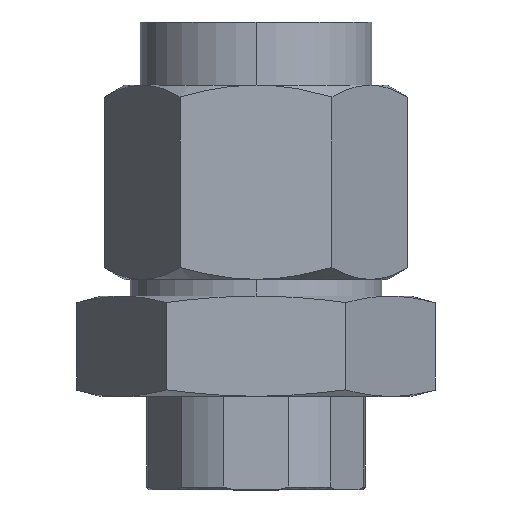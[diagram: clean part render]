
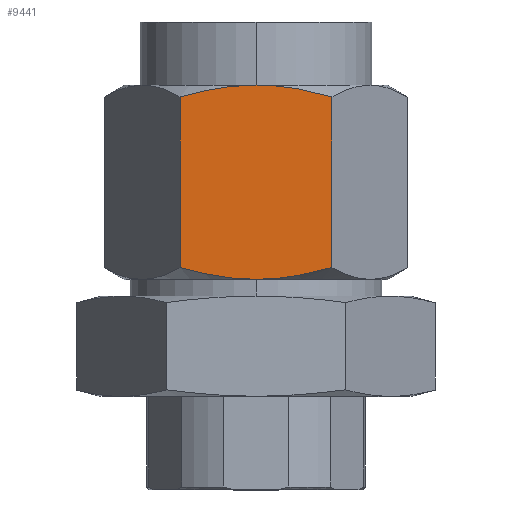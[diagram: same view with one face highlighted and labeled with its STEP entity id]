
A CAD part, top view. The second image highlights one B-rep face of the part: STEP entity #9441.
In plain terms, the highlighted planar face has unit normal (0, 0, 1).
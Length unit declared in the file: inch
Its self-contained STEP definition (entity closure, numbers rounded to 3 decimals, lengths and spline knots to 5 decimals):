
#52 = DIRECTION ( 'NONE',  ( 0., 1., 0. ) ) ;
#131 = EDGE_CURVE ( 'Defeatured_0_18+Defeatured_0_7+Defeatured_0_17+Defeatured_0_8', #1443, #6875, #9540, .T. ) ;
#388 = ORIENTED_EDGE ( 'NONE', *, *, #1496, .F. ) ;
#489 = EDGE_LOOP ( 'NONE', ( #3903, #8776, #7902, #388, #3988, #1073 ) ) ;
#523 = CARTESIAN_POINT ( 'NONE',  ( 0.75742, -1.13796, 1.565 ) ) ;
#763 = CARTESIAN_POINT ( 'NONE',  ( -0.90355, -3.21059, 1.565 ) ) ;
#971 = DIRECTION ( 'NONE',  ( 0., 0., -1. ) ) ;
#1073 = ORIENTED_EDGE ( 'NONE', *, *, #8970, .F. ) ;
#1229 = LINE ( 'NONE', #5445, #3270 ) ;
#1354 = B_SPLINE_CURVE_WITH_KNOTS ( 'NONE', 3,
 ( #3468, #8807, #1960, #7317, #2719, #8079, #3506, #8867 ),
 .UNSPECIFIED., .F., .F.,
 ( 4, 2, 2, 4 ),
 ( 0.11714, 0.12876, 0.13457, 0.14038 ),
 .UNSPECIFIED. ) ;
#1443 = VERTEX_POINT ( 'NONE', #4180 ) ;
#1478 = LINE ( 'NONE', #7093, #3535 ) ;
#1496 = EDGE_CURVE ( 'Defeatured_0_19+Defeatured_0_18+Defeatured_0_3+Defeatured_0_8', #8306, #2632, #1229, .T. ) ;
#1613 = VERTEX_POINT ( 'NONE', #4747 ) ;
#1680 = PLANE ( 'NONE',  #6069 ) ;
#1732 = DIRECTION ( 'NONE',  ( 0., 1., 0. ) ) ;
#1960 = CARTESIAN_POINT ( 'NONE',  ( 0.60943, -3.28788, 1.565 ) ) ;
#2233 = CARTESIAN_POINT ( 'NONE',  ( -0.53064, -1.08998, 1.565 ) ) ;
#2263 = CARTESIAN_POINT ( 'NONE',  ( -0.15281, -3.35037, 1.565 ) ) ;
#2289 = VERTEX_POINT ( 'NONE', #8151 ) ;
#2537 = EDGE_CURVE ( 'Defeatured_0_3+Defeatured_0_18+Defeatured_0_11+Defeatured_0_19', #1613, #8306, #5084, .T. ) ;
#2632 = VERTEX_POINT ( 'NONE', #8843 ) ;
#2719 = CARTESIAN_POINT ( 'NONE',  ( 0.30713, -3.33418, 1.565 ) ) ;
#2821 = CARTESIAN_POINT ( 'NONE',  ( 0.07646, -1.04037, 1.565 ) ) ;
#3011 = CARTESIAN_POINT ( 'NONE',  ( -0.71819, -1.13077, 1.565 ) ) ;
#3035 = CARTESIAN_POINT ( 'NONE',  ( -0.30451, -3.33722, 1.565 ) ) ;
#3270 = VECTOR ( 'NONE', #52, 39.37008 ) ;
#3468 = CARTESIAN_POINT ( 'NONE',  ( 0.90355, -3.21059, 1.565 ) ) ;
#3506 = CARTESIAN_POINT ( 'NONE',  ( 0.07646, -3.35037, 1.565 ) ) ;
#3535 = VECTOR ( 'NONE', #1732, 39.37008 ) ;
#3587 = CARTESIAN_POINT ( 'NONE',  ( 0.30713, -1.05655, 1.565 ) ) ;
#3797 = CARTESIAN_POINT ( 'NONE',  ( -0.82984, -1.15935, 1.565 ) ) ;
#3818 = CARTESIAN_POINT ( 'NONE',  ( -0.60578, -3.28585, 1.565 ) ) ;
#3903 = ORIENTED_EDGE ( 'NONE', *, *, #5308, .T. ) ;
#3988 = ORIENTED_EDGE ( 'NONE', *, *, #2537, .F. ) ;
#4180 = CARTESIAN_POINT ( 'NONE',  ( 0.90355, -1.18015, 1.565 ) ) ;
#4357 = CARTESIAN_POINT ( 'NONE',  ( 0.90355, -1.18015, 1.565 ) ) ;
#4407 = EDGE_CURVE ( 'Defeatured_0_18+Defeatured_0_8+Defeatured_0_7+Defeatured_0_19', #6875, #2632, #6048, .T. ) ;
#4558 = CARTESIAN_POINT ( 'NONE',  ( -0.90355, -1.18015, 1.565 ) ) ;
#4590 = CARTESIAN_POINT ( 'NONE',  ( -0.75557, -3.25075, 1.565 ) ) ;
#4747 = CARTESIAN_POINT ( 'NONE',  ( 0., -3.35037, 1.565 ) ) ;
#5084 = B_SPLINE_CURVE_WITH_KNOTS ( 'NONE', 3,
 ( #6874, #2263, #3035, #8384, #3818, #9154, #4590, #9920, #5359, #763 ),
 .UNSPECIFIED., .F., .F.,
 ( 4, 2, 2, 2, 4 ),
 ( 0.14038, 0.152, 0.15781, 0.16071, 0.16361 ),
 .UNSPECIFIED. ) ;
#5308 = EDGE_CURVE ( 'Defeatured_0_18+Defeatured_0_17+Defeatured_0_2+Defeatured_0_7', #2289, #1443, #1478, .T. ) ;
#5359 = CARTESIAN_POINT ( 'NONE',  ( -0.86678, -3.2212, 1.565 ) ) ;
#5445 = CARTESIAN_POINT ( 'NONE',  ( -0.90355, -13.61735, 1.565 ) ) ;
#5589 = CARTESIAN_POINT ( 'NONE',  ( 0., -13.61735, 1.565 ) ) ;
#6048 = B_SPLINE_CURVE_WITH_KNOTS ( 'NONE', 3,
 ( #9099, #9871, #6845, #2233, #7616, #3011, #8357, #3797, #9132, #4558 ),
 .UNSPECIFIED., .F., .F.,
 ( 4, 2, 2, 2, 4 ),
 ( 0.14038, 0.152, 0.15781, 0.16071, 0.16361 ),
 .UNSPECIFIED. ) ;
#6069 = AXIS2_PLACEMENT_3D ( 'NONE', #5589, #971, #6330 ) ;
#6330 = DIRECTION ( 'NONE',  ( 1., 0., 0. ) ) ;
#6577 = FACE_OUTER_BOUND ( 'NONE', #489, .T. ) ;
#6699 = CARTESIAN_POINT ( 'NONE',  ( 0.60943, -1.10285, 1.565 ) ) ;
#6845 = CARTESIAN_POINT ( 'NONE',  ( -0.30451, -1.05351, 1.565 ) ) ;
#6874 = CARTESIAN_POINT ( 'NONE',  ( 0., -3.35037, 1.565 ) ) ;
#6875 = VERTEX_POINT ( 'NONE', #9457 ) ;
#7093 = CARTESIAN_POINT ( 'NONE',  ( 0.90355, -13.61735, 1.565 ) ) ;
#7317 = CARTESIAN_POINT ( 'NONE',  ( 0.38323, -3.32461, 1.565 ) ) ;
#7408 = CARTESIAN_POINT ( 'NONE',  ( 0., -1.04037, 1.565 ) ) ;
#7435 = CARTESIAN_POINT ( 'NONE',  ( -0.90355, -3.21059, 1.565 ) ) ;
#7616 = CARTESIAN_POINT ( 'NONE',  ( -0.60578, -1.10488, 1.565 ) ) ;
#7902 = ORIENTED_EDGE ( 'NONE', *, *, #4407, .T. ) ;
#8079 = CARTESIAN_POINT ( 'NONE',  ( 0.15328, -3.34711, 1.565 ) ) ;
#8151 = CARTESIAN_POINT ( 'NONE',  ( 0.90355, -3.21059, 1.565 ) ) ;
#8157 = CARTESIAN_POINT ( 'NONE',  ( 0.15328, -1.04362, 1.565 ) ) ;
#8306 = VERTEX_POINT ( 'NONE', #7435 ) ;
#8357 = CARTESIAN_POINT ( 'NONE',  ( -0.75557, -1.13998, 1.565 ) ) ;
#8384 = CARTESIAN_POINT ( 'NONE',  ( -0.53064, -3.30075, 1.565 ) ) ;
#8776 = ORIENTED_EDGE ( 'NONE', *, *, #131, .T. ) ;
#8807 = CARTESIAN_POINT ( 'NONE',  ( 0.75742, -3.25277, 1.565 ) ) ;
#8843 = CARTESIAN_POINT ( 'NONE',  ( -0.90355, -1.18015, 1.565 ) ) ;
#8867 = CARTESIAN_POINT ( 'NONE',  ( 0., -3.35037, 1.565 ) ) ;
#8945 = CARTESIAN_POINT ( 'NONE',  ( 0.38323, -1.06612, 1.565 ) ) ;
#8970 = EDGE_CURVE ( 'Defeatured_0_2+Defeatured_0_18+Defeatured_0_17+Defeatured_0_11', #2289, #1613, #1354, .T. ) ;
#9099 = CARTESIAN_POINT ( 'NONE',  ( 0., -1.04037, 1.565 ) ) ;
#9132 = CARTESIAN_POINT ( 'NONE',  ( -0.86678, -1.16953, 1.565 ) ) ;
#9154 = CARTESIAN_POINT ( 'NONE',  ( -0.71819, -3.25996, 1.565 ) ) ;
#9441 = ADVANCED_FACE ( 'Defeatured_0_18', ( #6577 ), #1680, .F. ) ;
#9457 = CARTESIAN_POINT ( 'NONE',  ( 0., -1.04037, 1.565 ) ) ;
#9540 = B_SPLINE_CURVE_WITH_KNOTS ( 'NONE', 3,
 ( #4357, #523, #6699, #8945, #3587, #8157, #2821, #7408 ),
 .UNSPECIFIED., .F., .F.,
 ( 4, 2, 2, 4 ),
 ( 0.11714, 0.12876, 0.13457, 0.14038 ),
 .UNSPECIFIED. ) ;
#9871 = CARTESIAN_POINT ( 'NONE',  ( -0.15281, -1.04037, 1.565 ) ) ;
#9920 = CARTESIAN_POINT ( 'NONE',  ( -0.82984, -3.23138, 1.565 ) ) ;
